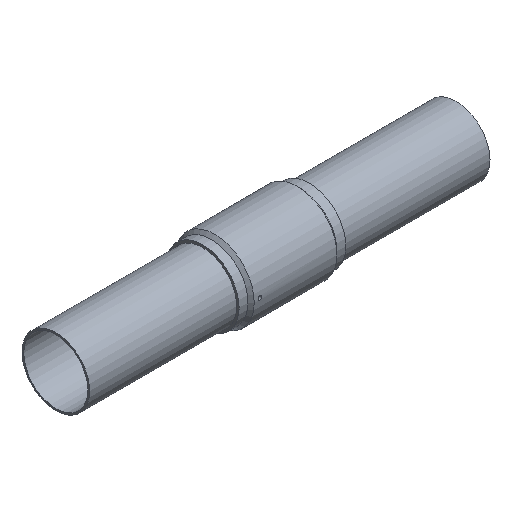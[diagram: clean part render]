
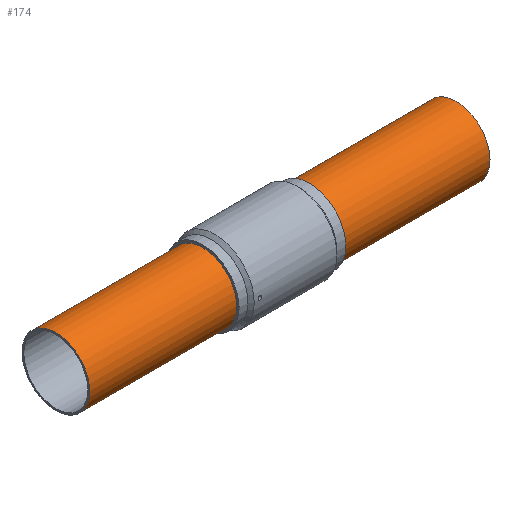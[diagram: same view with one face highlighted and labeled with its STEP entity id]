
A CAD part, isometric view. The second image highlights one B-rep face of the part: STEP entity #174.
In plain terms, the highlighted cylindrical face has radius 38.05 mm (diameter 76.1 mm), a full revolution.
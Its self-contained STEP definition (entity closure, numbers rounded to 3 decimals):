
#36=CIRCLE($,#203,38.05);
#37=CIRCLE($,#205,38.05);
#59=FACE_BOUND($,#95,.T.);
#69=FACE_OUTER_BOUND($,#94,.T.);
#94=EDGE_LOOP($,(#152));
#95=EDGE_LOOP($,(#153));
#112=VERTEX_POINT($,#373);
#113=VERTEX_POINT($,#376);
#126=EDGE_CURVE($,#112,#112,#36,.T.);
#127=EDGE_CURVE($,#113,#113,#37,.T.);
#152=ORIENTED_EDGE($,*,*,#126,.T.);
#153=ORIENTED_EDGE($,*,*,#127,.T.);
#162=CYLINDRICAL_SURFACE($,#204,38.05);
#174=ADVANCED_FACE($,(#69,#59),#162,.T.);
#203=AXIS2_PLACEMENT_3D($,#374,#256,#257);
#204=AXIS2_PLACEMENT_3D($,#375,#258,#259);
#205=AXIS2_PLACEMENT_3D($,#377,#260,#261);
#256=DIRECTION('center_axis',(0.,0.,1.));
#257=DIRECTION('ref_axis',(-1.,0.,0.));
#258=DIRECTION('center_axis',(0.,0.,1.));
#259=DIRECTION('ref_axis',(-1.,0.,0.));
#260=DIRECTION('center_axis',(0.,0.,-1.));
#261=DIRECTION('ref_axis',(-1.,0.,0.));
#373=CARTESIAN_POINT('',(38.05,0.,-225.));
#374=CARTESIAN_POINT('Origin',(0.,0.,-225.));
#375=CARTESIAN_POINT('Origin',(0.,0.,0.));
#376=CARTESIAN_POINT('',(38.05,0.,225.));
#377=CARTESIAN_POINT('Origin',(0.,0.,225.));
